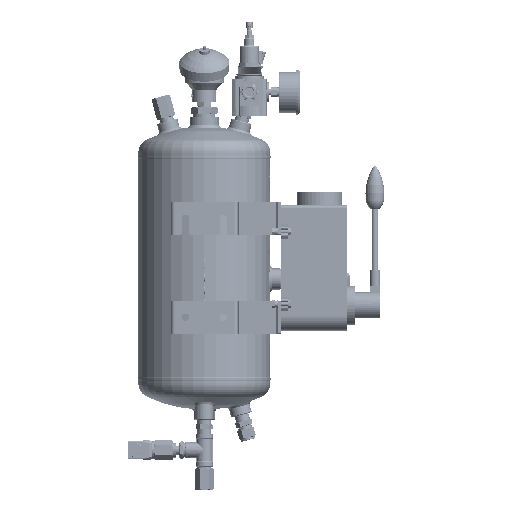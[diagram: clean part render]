
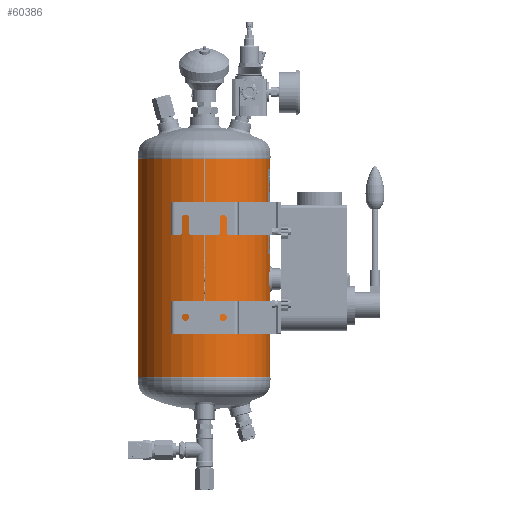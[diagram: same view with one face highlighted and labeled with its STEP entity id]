
A CAD part, left-side view. The second image highlights one B-rep face of the part: STEP entity #60386.
In plain terms, the highlighted cylindrical face has radius 100 mm (diameter 200 mm), a partial arc.
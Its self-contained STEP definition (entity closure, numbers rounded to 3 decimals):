
#3932=LINE('',#94873,#7938);
#3933=LINE('',#94878,#7939);
#3934=LINE('',#94882,#7940);
#3935=LINE('',#94886,#7941);
#7938=VECTOR('',#78288,1000.);
#7939=VECTOR('',#78291,1000.);
#7940=VECTOR('',#78294,1000.);
#7941=VECTOR('',#78297,1000.);
#11944=CIRCLE('',#72032,100.);
#11945=CIRCLE('',#72033,100.);
#11946=CIRCLE('',#72034,100.);
#11947=CIRCLE('',#72035,100.);
#14113=ORIENTED_EDGE('',*,*,#32089,.T.);
#14114=ORIENTED_EDGE('',*,*,#32090,.T.);
#14115=ORIENTED_EDGE('',*,*,#32091,.T.);
#14116=ORIENTED_EDGE('',*,*,#32092,.F.);
#14117=ORIENTED_EDGE('',*,*,#32093,.F.);
#14118=ORIENTED_EDGE('',*,*,#32094,.F.);
#14119=ORIENTED_EDGE('',*,*,#32095,.F.);
#14120=ORIENTED_EDGE('',*,*,#32096,.T.);
#14121=ORIENTED_EDGE('',*,*,#32097,.T.);
#14122=ORIENTED_EDGE('',*,*,#32098,.F.);
#14123=ORIENTED_EDGE('',*,*,#32099,.F.);
#32089=EDGE_CURVE('',#41077,#41077,#47338,.T.);
#32090=EDGE_CURVE('',#41078,#41078,#47339,.T.);
#32091=EDGE_CURVE('',#41079,#41079,#47340,.T.);
#32092=EDGE_CURVE('',#41080,#41081,#3932,.T.);
#32093=EDGE_CURVE('',#41082,#41080,#11944,.T.);
#32094=EDGE_CURVE('',#41083,#41082,#3933,.F.);
#32095=EDGE_CURVE('',#41084,#41083,#11945,.T.);
#32096=EDGE_CURVE('',#41084,#41085,#3934,.T.);
#32097=EDGE_CURVE('',#41085,#41086,#11946,.T.);
#32098=EDGE_CURVE('',#41087,#41086,#3935,.T.);
#32099=EDGE_CURVE('',#41081,#41087,#11947,.T.);
#41077=VERTEX_POINT('',#94848);
#41078=VERTEX_POINT('',#94860);
#41079=VERTEX_POINT('',#94872);
#41080=VERTEX_POINT('',#94874);
#41081=VERTEX_POINT('',#94875);
#41082=VERTEX_POINT('',#94877);
#41083=VERTEX_POINT('',#94879);
#41084=VERTEX_POINT('',#94881);
#41085=VERTEX_POINT('',#94883);
#41086=VERTEX_POINT('',#94885);
#41087=VERTEX_POINT('',#94887);
#47338=B_SPLINE_CURVE_WITH_KNOTS('',3,(#94829,#94830,#94831,#94832,#94833,
#94834,#94835,#94836,#94837,#94838,#94839,#94840,#94841,#94842,#94843,#94844,
#94845,#94846,#94847),.UNSPECIFIED.,.T.,.F.,(1,1,1,1,1,1,1,1,1,1,1,1,1,
1,1,1,1,1,1,1,1,1,1),(-0.018,-0.012,-0.006,
0.,0.006,0.012,0.018,0.023,
0.029,0.035,0.041,0.047,
0.053,0.059,0.065,0.07,
0.076,0.082,0.088,0.094,
0.1,0.106,0.112),.UNSPECIFIED.);
#47339=B_SPLINE_CURVE_WITH_KNOTS('',3,(#94849,#94850,#94851,#94852,#94853,
#94854,#94855,#94856,#94857,#94858,#94859),.UNSPECIFIED.,.T.,.F.,(1,1,1,
1,1,1,1,1,1,1,1,1,1,1,1),(-0.012,-0.008,-0.004,
0.,0.004,0.008,0.012,
0.016,0.02,0.023,0.027,
0.031,0.035,0.039,0.043),
 .UNSPECIFIED.);
#47340=B_SPLINE_CURVE_WITH_KNOTS('',3,(#94861,#94862,#94863,#94864,#94865,
#94866,#94867,#94868,#94869,#94870,#94871),.UNSPECIFIED.,.T.,.F.,(1,1,1,
1,1,1,1,1,1,1,1,1,1,1,1),(-0.012,-0.008,-0.004,
0.,0.004,0.008,0.012,
0.016,0.02,0.023,0.027,
0.031,0.035,0.039,0.043),
 .UNSPECIFIED.);
#49787=EDGE_LOOP('',(#14113));
#49788=EDGE_LOOP('',(#14114));
#49789=EDGE_LOOP('',(#14115));
#49790=EDGE_LOOP('',(#14116,#14117,#14118,#14119,#14120,#14121,#14122,#14123));
#54631=FACE_BOUND('',#49787,.T.);
#54632=FACE_BOUND('',#49788,.T.);
#54633=FACE_BOUND('',#49789,.T.);
#54634=FACE_BOUND('',#49790,.T.);
#59475=CYLINDRICAL_SURFACE('',#72031,100.);
#60386=ADVANCED_FACE('',(#54631,#54632,#54633,#54634),#59475,.T.);
#72031=AXIS2_PLACEMENT_3D('',#94828,#78286,#78287);
#72032=AXIS2_PLACEMENT_3D('',#94876,#78289,#78290);
#72033=AXIS2_PLACEMENT_3D('',#94880,#78292,#78293);
#72034=AXIS2_PLACEMENT_3D('',#94884,#78295,#78296);
#72035=AXIS2_PLACEMENT_3D('',#94888,#78298,#78299);
#78286=DIRECTION('',(0.,-1.,0.));
#78287=DIRECTION('',(0.,0.,-1.));
#78288=DIRECTION('',(0.,-1.,0.));
#78289=DIRECTION('',(0.,1.,0.));
#78290=DIRECTION('',(1.,0.,0.));
#78291=DIRECTION('',(0.,-1.,0.));
#78292=DIRECTION('',(0.,-1.,0.));
#78293=DIRECTION('',(1.,0.,0.));
#78294=DIRECTION('',(0.,-1.,0.));
#78295=DIRECTION('',(0.,1.,0.));
#78296=DIRECTION('',(1.,0.,0.));
#78297=DIRECTION('',(0.,-1.,0.));
#78298=DIRECTION('',(0.,-1.,0.));
#78299=DIRECTION('',(1.,0.,0.));
#94828=CARTESIAN_POINT('',(0.,330.,0.));
#94829=CARTESIAN_POINT('',(-98.994,187.429,14.208));
#94830=CARTESIAN_POINT('',(-98.806,181.503,15.395));
#94831=CARTESIAN_POINT('',(-98.993,175.608,14.214));
#94832=CARTESIAN_POINT('',(-99.436,170.625,10.88));
#94833=CARTESIAN_POINT('',(-99.878,167.295,5.9));
#94834=CARTESIAN_POINT('',(-100.061,166.117,0.009));
#94835=CARTESIAN_POINT('',(-99.879,167.288,-5.887));
#94836=CARTESIAN_POINT('',(-99.437,170.623,-10.879));
#94837=CARTESIAN_POINT('',(-98.992,175.61,-14.215));
#94838=CARTESIAN_POINT('',(-98.807,181.503,-15.391));
#94839=CARTESIAN_POINT('',(-98.992,187.396,-14.219));
#94840=CARTESIAN_POINT('',(-99.435,192.379,-10.892));
#94841=CARTESIAN_POINT('',(-99.877,195.718,-5.914));
#94842=CARTESIAN_POINT('',(-100.061,196.901,-0.013));
#94843=CARTESIAN_POINT('',(-99.878,195.728,5.889));
#94844=CARTESIAN_POINT('',(-99.437,192.395,10.874));
#94845=CARTESIAN_POINT('',(-98.994,187.429,14.208));
#94846=CARTESIAN_POINT('',(-98.806,181.503,15.395));
#94847=CARTESIAN_POINT('',(-98.993,175.608,14.214));
#94848=CARTESIAN_POINT('',(-98.869,181.508,15.));
#94849=CARTESIAN_POINT('',(3.922,158.915,-99.937));
#94850=CARTESIAN_POINT('',(-0.001,160.542,-100.031));
#94851=CARTESIAN_POINT('',(-3.918,158.916,-99.937));
#94852=CARTESIAN_POINT('',(-5.54,155.004,-99.844));
#94853=CARTESIAN_POINT('',(-3.921,151.083,-99.937));
#94854=CARTESIAN_POINT('',(-0.001,149.46,-100.031));
#94855=CARTESIAN_POINT('',(3.913,151.078,-99.938));
#94856=CARTESIAN_POINT('',(5.541,154.994,-99.844));
#94857=CARTESIAN_POINT('',(3.922,158.915,-99.937));
#94858=CARTESIAN_POINT('',(-0.001,160.542,-100.031));
#94859=CARTESIAN_POINT('',(-3.918,158.916,-99.937));
#94860=CARTESIAN_POINT('',(0.,160.,-100.));
#94861=CARTESIAN_POINT('',(3.922,48.915,-99.937));
#94862=CARTESIAN_POINT('',(-0.001,50.542,-100.031));
#94863=CARTESIAN_POINT('',(-3.918,48.916,-99.937));
#94864=CARTESIAN_POINT('',(-5.54,45.004,-99.844));
#94865=CARTESIAN_POINT('',(-3.921,41.083,-99.937));
#94866=CARTESIAN_POINT('',(-0.001,39.46,-100.031));
#94867=CARTESIAN_POINT('',(3.913,41.078,-99.938));
#94868=CARTESIAN_POINT('',(5.541,44.994,-99.844));
#94869=CARTESIAN_POINT('',(3.922,48.915,-99.937));
#94870=CARTESIAN_POINT('',(-0.001,50.542,-100.031));
#94871=CARTESIAN_POINT('',(-3.918,48.916,-99.937));
#94872=CARTESIAN_POINT('',(0.,50.,-100.));
#94873=CARTESIAN_POINT('',(-0.241,165.,100.));
#94874=CARTESIAN_POINT('',(-0.241,330.,100.));
#94875=CARTESIAN_POINT('',(-0.241,265.,100.));
#94876=CARTESIAN_POINT('',(0.,330.,0.));
#94877=CARTESIAN_POINT('',(0.241,330.,100.));
#94878=CARTESIAN_POINT('',(0.241,165.,100.));
#94879=CARTESIAN_POINT('',(0.241,265.,100.));
#94880=CARTESIAN_POINT('',(0.,265.,0.));
#94881=CARTESIAN_POINT('',(0.254,265.,100.));
#94882=CARTESIAN_POINT('',(0.254,265.,100.));
#94883=CARTESIAN_POINT('',(0.254,0.,100.));
#94884=CARTESIAN_POINT('',(0.,0.,0.));
#94885=CARTESIAN_POINT('',(-0.254,0.,100.));
#94886=CARTESIAN_POINT('',(-0.254,265.,100.));
#94887=CARTESIAN_POINT('',(-0.254,265.,100.));
#94888=CARTESIAN_POINT('',(0.,265.,0.));
